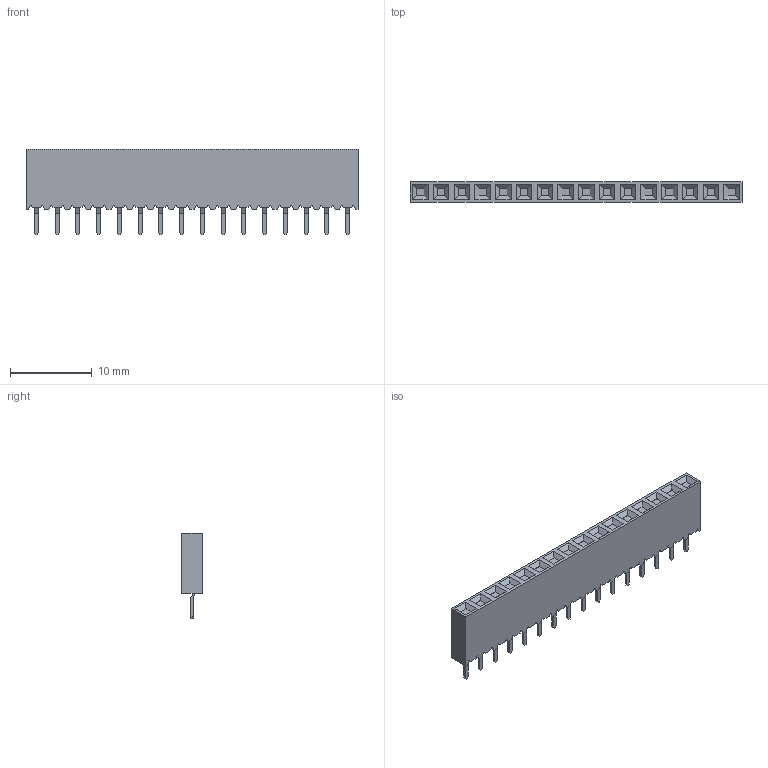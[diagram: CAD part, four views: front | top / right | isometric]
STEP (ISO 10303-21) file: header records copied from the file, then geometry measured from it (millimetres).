
FILE_DESCRIPTION((''),'2;1');
FILE_NAME('SAMTEC_BCS-116-L-S-TE.stp','2011-12-13T09:57:26',(''),(''),'Mechanical Desktop 2011','Mechanical Desktop 2011',', , ');
FILE_SCHEMA(('AUTOMOTIVE_DESIGN { 1 2 10303 214 1 1 1 1 }'));
Length unit declared in the file: millimetre
Products named in the file (1): Product
Bounding box: 40.64 x 2.54 x 10.46 mm (x, y, z)
Volume: 725.7 mm3; surface area: 1159.7 mm2
Topology: 18 solids, 18 shells, 384 faces, 1022 edges, 660 vertices
Faces by surface type: plane 384
Entity records: 11696 total; most frequent: CARTESIAN_POINT 2067, ORIENTED_EDGE 2044, DIRECTION 1792, VECTOR 1022, LINE 1022, EDGE_CURVE 1022, VERTEX_POINT 660, EDGE_LOOP 400
